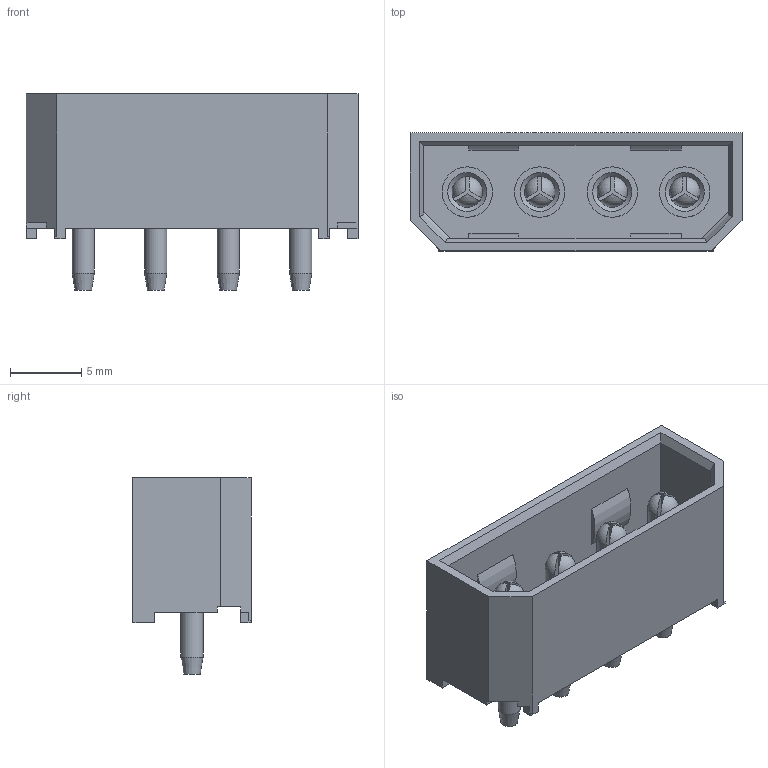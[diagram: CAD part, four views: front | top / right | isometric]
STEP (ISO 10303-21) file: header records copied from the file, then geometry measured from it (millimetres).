
FILE_DESCRIPTION( ( '' ), ' ' );
FILE_NAME( '596af07c2514c70f5c18de1e.step', '2017-07-16T04:50:04', ( '' ), ( '' ), ' ', ' ', ' ' );
FILE_SCHEMA( ( 'AUTOMOTIVE_DESIGN { 1 0 10303 214 1 1 1 1 }' ) );
Length unit declared in the file: metre
Products named in the file (1): Open CASCADE STEP translator 6.8 2
Bounding box: 23.26 x 8.28 x 13.76 mm (x, y, z)
Volume: 814.3 mm3; surface area: 1708.7 mm2
Topology: 1 solids, 1 shells, 123 faces, 306 edges, 198 vertices
Faces by surface type: plane 87, cylinder 16, sphere 12, cone 8
Full cylindrical faces by diameter (mm): 1.56 x4, 2.13 x4, 3.53 x4
Entity records: 6142 total; most frequent: CARTESIAN_POINT 932, DIRECTION 566, ORIENTED_EDGE 556, STYLED_ITEM 401, PRESENTATION_STYLE_ASSIGNMENT 401, COLOUR_RGB 401, EDGE_CURVE 278, CURVE_STYLE 278
